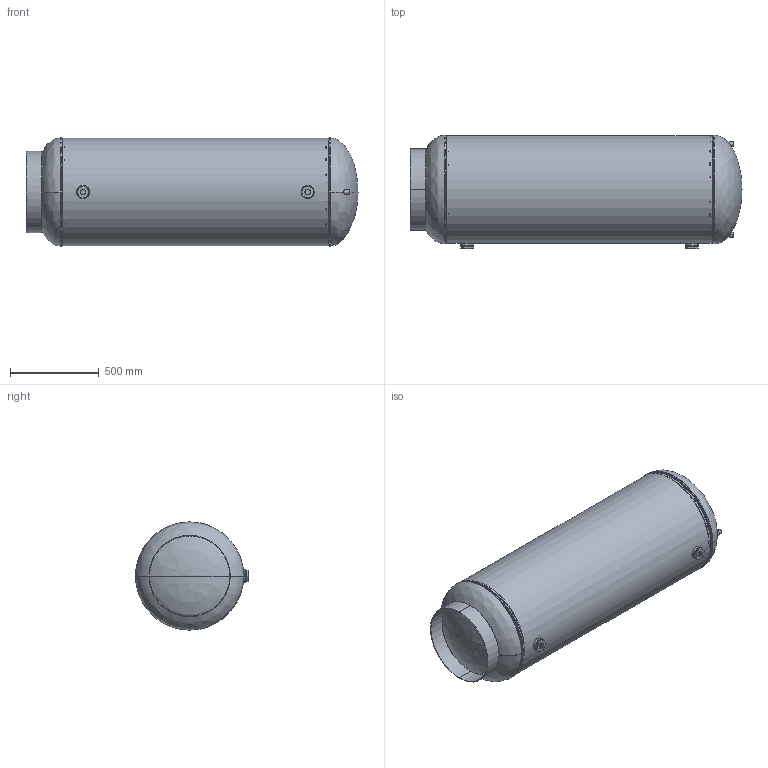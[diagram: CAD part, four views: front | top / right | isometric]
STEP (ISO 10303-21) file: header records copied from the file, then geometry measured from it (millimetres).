
FILE_DESCRIPTION (( 'STEP AP203' ), '1' );
FILE_NAME ('24NA72.STEP', '2021-03-11T14:14:48', ( '' ), ( '' ), 'SwSTEP 2.0', 'SolidWorks 2021', '' );
FILE_SCHEMA (( 'CONFIG_CONTROL_DESIGN' ));
Length unit declared in the file: inch
Products named in the file (8): 99Q0459; Couplings_9500557; 9500080; 99B0460; 9200142; 24NA72; 8500010; 9200140
Assembly tree (10 placements, depth 2):
  24NA72
    99B0460
    9200140
    9200142
    Couplings_9500557  x2
    9500080  x2
    8500010  x2
    99Q0459
Bounding box: 1867.64 x 636.75 x 609.6 mm (x, y, z)
Volume: 13042959 mm3; surface area: 7849421.1 mm2
Topology: 10 solids, 10 shells, 496 faces, 1056 edges, 600 vertices
Faces by surface type: cone 224, cylinder 158, plane 64, torus 38, bspline 12
Full cylindrical faces by diameter (mm): 600.1 x1, 606.45 x1
Entity records: 12164 total; most frequent: CARTESIAN_POINT 4803, DIRECTION 1476, ORIENTED_EDGE 1256, EDGE_CURVE 628, AXIS2_PLACEMENT_3D 616, VERTEX_POINT 361, CIRCLE 322, EDGE_LOOP 319
